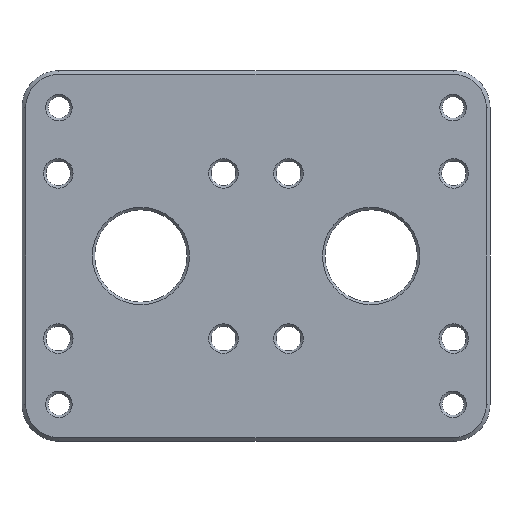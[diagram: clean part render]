
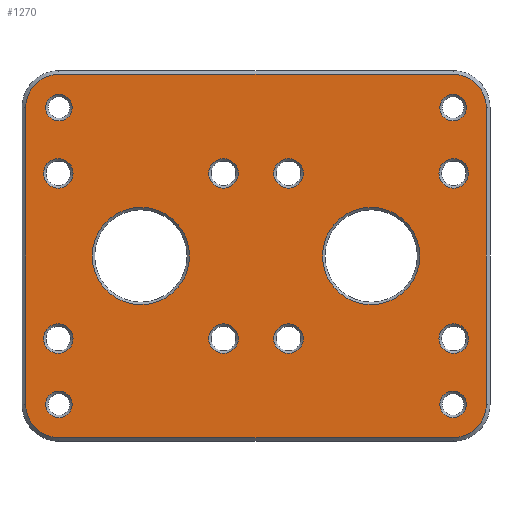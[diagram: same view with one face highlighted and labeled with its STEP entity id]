
A CAD part, front view. The second image highlights one B-rep face of the part: STEP entity #1270.
In plain terms, the highlighted planar face has unit normal (0, -1, 0).
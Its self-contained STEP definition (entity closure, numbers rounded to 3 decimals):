
#45=FACE_BOUND('',#177,.T.);
#46=FACE_BOUND('',#178,.T.);
#47=FACE_BOUND('',#179,.T.);
#48=FACE_BOUND('',#180,.T.);
#49=FACE_BOUND('',#181,.T.);
#50=FACE_BOUND('',#182,.T.);
#51=FACE_BOUND('',#183,.T.);
#52=FACE_BOUND('',#184,.T.);
#53=FACE_BOUND('',#185,.T.);
#54=FACE_BOUND('',#186,.T.);
#55=FACE_BOUND('',#187,.T.);
#56=FACE_BOUND('',#188,.T.);
#57=FACE_BOUND('',#189,.T.);
#58=FACE_BOUND('',#190,.T.);
#75=PLANE('',#1364);
#100=FACE_OUTER_BOUND('',#176,.T.);
#176=EDGE_LOOP('',(#876,#877,#878,#879,#880,#881,#882,#883));
#177=EDGE_LOOP('',(#884));
#178=EDGE_LOOP('',(#885));
#179=EDGE_LOOP('',(#886));
#180=EDGE_LOOP('',(#887));
#181=EDGE_LOOP('',(#888));
#182=EDGE_LOOP('',(#889));
#183=EDGE_LOOP('',(#890));
#184=EDGE_LOOP('',(#891));
#185=EDGE_LOOP('',(#892));
#186=EDGE_LOOP('',(#893));
#187=EDGE_LOOP('',(#894));
#188=EDGE_LOOP('',(#895));
#189=EDGE_LOOP('',(#896));
#190=EDGE_LOOP('',(#897));
#282=LINE('',#1958,#386);
#283=LINE('',#1962,#387);
#284=LINE('',#1966,#388);
#285=LINE('',#1970,#389);
#386=VECTOR('',#1534,10.);
#387=VECTOR('',#1537,10.);
#388=VECTOR('',#1540,10.);
#389=VECTOR('',#1543,10.);
#489=CIRCLE('',#1361,2.15);
#492=CIRCLE('',#1365,5.4);
#493=CIRCLE('',#1366,5.4);
#494=CIRCLE('',#1367,5.4);
#495=CIRCLE('',#1368,5.4);
#496=CIRCLE('',#1369,2.4);
#497=CIRCLE('',#1370,2.4);
#498=CIRCLE('',#1371,2.4);
#499=CIRCLE('',#1372,7.9);
#500=CIRCLE('',#1373,2.4);
#501=CIRCLE('',#1374,2.4);
#502=CIRCLE('',#1375,2.15);
#503=CIRCLE('',#1376,2.15);
#504=CIRCLE('',#1377,2.4);
#505=CIRCLE('',#1378,2.4);
#506=CIRCLE('',#1379,7.9);
#507=CIRCLE('',#1380,2.15);
#508=CIRCLE('',#1381,2.4);
#571=VERTEX_POINT('',#1948);
#574=VERTEX_POINT('',#1956);
#575=VERTEX_POINT('',#1957);
#576=VERTEX_POINT('',#1959);
#577=VERTEX_POINT('',#1961);
#578=VERTEX_POINT('',#1963);
#579=VERTEX_POINT('',#1965);
#580=VERTEX_POINT('',#1967);
#581=VERTEX_POINT('',#1969);
#582=VERTEX_POINT('',#1972);
#583=VERTEX_POINT('',#1974);
#584=VERTEX_POINT('',#1976);
#585=VERTEX_POINT('',#1978);
#586=VERTEX_POINT('',#1980);
#587=VERTEX_POINT('',#1982);
#588=VERTEX_POINT('',#1984);
#589=VERTEX_POINT('',#1986);
#590=VERTEX_POINT('',#1988);
#591=VERTEX_POINT('',#1990);
#592=VERTEX_POINT('',#1992);
#593=VERTEX_POINT('',#1994);
#594=VERTEX_POINT('',#1996);
#685=EDGE_CURVE('',#571,#571,#489,.T.);
#689=EDGE_CURVE('',#574,#575,#282,.T.);
#690=EDGE_CURVE('',#576,#574,#492,.T.);
#691=EDGE_CURVE('',#577,#576,#283,.T.);
#692=EDGE_CURVE('',#578,#577,#493,.T.);
#693=EDGE_CURVE('',#579,#578,#284,.T.);
#694=EDGE_CURVE('',#580,#579,#494,.T.);
#695=EDGE_CURVE('',#581,#580,#285,.T.);
#696=EDGE_CURVE('',#575,#581,#495,.T.);
#697=EDGE_CURVE('',#582,#582,#496,.T.);
#698=EDGE_CURVE('',#583,#583,#497,.T.);
#699=EDGE_CURVE('',#584,#584,#498,.T.);
#700=EDGE_CURVE('',#585,#585,#499,.T.);
#701=EDGE_CURVE('',#586,#586,#500,.T.);
#702=EDGE_CURVE('',#587,#587,#501,.T.);
#703=EDGE_CURVE('',#588,#588,#502,.T.);
#704=EDGE_CURVE('',#589,#589,#503,.T.);
#705=EDGE_CURVE('',#590,#590,#504,.T.);
#706=EDGE_CURVE('',#591,#591,#505,.T.);
#707=EDGE_CURVE('',#592,#592,#506,.T.);
#708=EDGE_CURVE('',#593,#593,#507,.T.);
#709=EDGE_CURVE('',#594,#594,#508,.T.);
#876=ORIENTED_EDGE('',*,*,#689,.F.);
#877=ORIENTED_EDGE('',*,*,#690,.F.);
#878=ORIENTED_EDGE('',*,*,#691,.F.);
#879=ORIENTED_EDGE('',*,*,#692,.F.);
#880=ORIENTED_EDGE('',*,*,#693,.F.);
#881=ORIENTED_EDGE('',*,*,#694,.F.);
#882=ORIENTED_EDGE('',*,*,#695,.F.);
#883=ORIENTED_EDGE('',*,*,#696,.F.);
#884=ORIENTED_EDGE('',*,*,#697,.F.);
#885=ORIENTED_EDGE('',*,*,#698,.F.);
#886=ORIENTED_EDGE('',*,*,#699,.F.);
#887=ORIENTED_EDGE('',*,*,#700,.F.);
#888=ORIENTED_EDGE('',*,*,#701,.F.);
#889=ORIENTED_EDGE('',*,*,#702,.F.);
#890=ORIENTED_EDGE('',*,*,#703,.F.);
#891=ORIENTED_EDGE('',*,*,#704,.F.);
#892=ORIENTED_EDGE('',*,*,#705,.F.);
#893=ORIENTED_EDGE('',*,*,#706,.F.);
#894=ORIENTED_EDGE('',*,*,#707,.F.);
#895=ORIENTED_EDGE('',*,*,#708,.F.);
#896=ORIENTED_EDGE('',*,*,#709,.F.);
#897=ORIENTED_EDGE('',*,*,#685,.F.);
#1270=ADVANCED_FACE('',(#100,#45,#46,#47,#48,#49,#50,#51,#52,#53,#54,#55,
#56,#57,#58),#75,.T.);
#1361=AXIS2_PLACEMENT_3D('',#1949,#1525,#1526);
#1364=AXIS2_PLACEMENT_3D('',#1955,#1532,#1533);
#1365=AXIS2_PLACEMENT_3D('',#1960,#1535,#1536);
#1366=AXIS2_PLACEMENT_3D('',#1964,#1538,#1539);
#1367=AXIS2_PLACEMENT_3D('',#1968,#1541,#1542);
#1368=AXIS2_PLACEMENT_3D('',#1971,#1544,#1545);
#1369=AXIS2_PLACEMENT_3D('',#1973,#1546,#1547);
#1370=AXIS2_PLACEMENT_3D('',#1975,#1548,#1549);
#1371=AXIS2_PLACEMENT_3D('',#1977,#1550,#1551);
#1372=AXIS2_PLACEMENT_3D('',#1979,#1552,#1553);
#1373=AXIS2_PLACEMENT_3D('',#1981,#1554,#1555);
#1374=AXIS2_PLACEMENT_3D('',#1983,#1556,#1557);
#1375=AXIS2_PLACEMENT_3D('',#1985,#1558,#1559);
#1376=AXIS2_PLACEMENT_3D('',#1987,#1560,#1561);
#1377=AXIS2_PLACEMENT_3D('',#1989,#1562,#1563);
#1378=AXIS2_PLACEMENT_3D('',#1991,#1564,#1565);
#1379=AXIS2_PLACEMENT_3D('',#1993,#1566,#1567);
#1380=AXIS2_PLACEMENT_3D('',#1995,#1568,#1569);
#1381=AXIS2_PLACEMENT_3D('',#1997,#1570,#1571);
#1525=DIRECTION('center_axis',(0.,-1.,0.));
#1526=DIRECTION('ref_axis',(-1.,0.,0.));
#1532=DIRECTION('center_axis',(0.,-1.,0.));
#1533=DIRECTION('ref_axis',(1.,0.,0.));
#1534=DIRECTION('',(1.,0.,0.));
#1535=DIRECTION('center_axis',(0.,1.,0.));
#1536=DIRECTION('ref_axis',(-0.707,0.,0.707));
#1537=DIRECTION('',(0.,0.,1.));
#1538=DIRECTION('center_axis',(0.,1.,0.));
#1539=DIRECTION('ref_axis',(-0.707,0.,-0.707));
#1540=DIRECTION('',(-1.,0.,0.));
#1541=DIRECTION('center_axis',(0.,1.,0.));
#1542=DIRECTION('ref_axis',(0.707,0.,-0.707));
#1543=DIRECTION('',(0.,0.,-1.));
#1544=DIRECTION('center_axis',(0.,1.,0.));
#1545=DIRECTION('ref_axis',(0.707,0.,0.707));
#1546=DIRECTION('center_axis',(0.,-1.,0.));
#1547=DIRECTION('ref_axis',(1.,0.,0.));
#1548=DIRECTION('center_axis',(0.,-1.,0.));
#1549=DIRECTION('ref_axis',(1.,0.,0.));
#1550=DIRECTION('center_axis',(0.,-1.,0.));
#1551=DIRECTION('ref_axis',(1.,0.,0.));
#1552=DIRECTION('center_axis',(0.,-1.,0.));
#1553=DIRECTION('ref_axis',(1.,0.,0.));
#1554=DIRECTION('center_axis',(0.,-1.,0.));
#1555=DIRECTION('ref_axis',(1.,0.,0.));
#1556=DIRECTION('center_axis',(0.,-1.,0.));
#1557=DIRECTION('ref_axis',(1.,0.,0.));
#1558=DIRECTION('center_axis',(0.,-1.,0.));
#1559=DIRECTION('ref_axis',(-1.,0.,0.));
#1560=DIRECTION('center_axis',(0.,-1.,0.));
#1561=DIRECTION('ref_axis',(-1.,0.,0.));
#1562=DIRECTION('center_axis',(0.,-1.,0.));
#1563=DIRECTION('ref_axis',(1.,0.,0.));
#1564=DIRECTION('center_axis',(0.,-1.,0.));
#1565=DIRECTION('ref_axis',(1.,0.,0.));
#1566=DIRECTION('center_axis',(0.,-1.,0.));
#1567=DIRECTION('ref_axis',(1.,0.,0.));
#1568=DIRECTION('center_axis',(0.,-1.,0.));
#1569=DIRECTION('ref_axis',(-1.,0.,0.));
#1570=DIRECTION('center_axis',(0.,-1.,0.));
#1571=DIRECTION('ref_axis',(1.,0.,0.));
#1948=CARTESIAN_POINT('',(52.85,-5.2,-24.1));
#1949=CARTESIAN_POINT('Origin',(50.7,-5.2,-24.1));
#1955=CARTESIAN_POINT('Origin',(18.7,-5.2,0.));
#1956=CARTESIAN_POINT('',(-13.3,-5.2,29.5));
#1957=CARTESIAN_POINT('',(50.7,-5.2,29.5));
#1958=CARTESIAN_POINT('',(-0.3,-5.2,29.5));
#1959=CARTESIAN_POINT('',(-18.7,-5.2,24.1));
#1960=CARTESIAN_POINT('Origin',(-13.3,-5.2,24.1));
#1961=CARTESIAN_POINT('',(-18.7,-5.2,-24.1));
#1962=CARTESIAN_POINT('',(-18.7,-5.2,-15.05));
#1963=CARTESIAN_POINT('',(-13.3,-5.2,-29.5));
#1964=CARTESIAN_POINT('Origin',(-13.3,-5.2,-24.1));
#1965=CARTESIAN_POINT('',(50.7,-5.2,-29.5));
#1966=CARTESIAN_POINT('',(37.7,-5.2,-29.5));
#1967=CARTESIAN_POINT('',(56.1,-5.2,-24.1));
#1968=CARTESIAN_POINT('Origin',(50.7,-5.2,-24.1));
#1969=CARTESIAN_POINT('',(56.1,-5.2,24.1));
#1970=CARTESIAN_POINT('',(56.1,-5.2,15.05));
#1971=CARTESIAN_POINT('Origin',(50.7,-5.2,24.1));
#1972=CARTESIAN_POINT('',(48.417,-5.2,-13.417));
#1973=CARTESIAN_POINT('Origin',(50.817,-5.2,-13.417));
#1974=CARTESIAN_POINT('',(11.017,-5.2,-13.417));
#1975=CARTESIAN_POINT('Origin',(13.417,-5.2,-13.417));
#1976=CARTESIAN_POINT('',(-15.817,-5.2,-13.417));
#1977=CARTESIAN_POINT('Origin',(-13.417,-5.2,-13.417));
#1978=CARTESIAN_POINT('',(-7.9,-5.2,0.));
#1979=CARTESIAN_POINT('Origin',(0.,-5.2,0.));
#1980=CARTESIAN_POINT('',(21.583,-5.2,13.417));
#1981=CARTESIAN_POINT('Origin',(23.983,-5.2,13.417));
#1982=CARTESIAN_POINT('',(-15.817,-5.2,13.417));
#1983=CARTESIAN_POINT('Origin',(-13.417,-5.2,13.417));
#1984=CARTESIAN_POINT('',(-11.15,-5.2,24.1));
#1985=CARTESIAN_POINT('Origin',(-13.3,-5.2,24.1));
#1986=CARTESIAN_POINT('',(52.85,-5.2,24.1));
#1987=CARTESIAN_POINT('Origin',(50.7,-5.2,24.1));
#1988=CARTESIAN_POINT('',(11.017,-5.2,13.417));
#1989=CARTESIAN_POINT('Origin',(13.417,-5.2,13.417));
#1990=CARTESIAN_POINT('',(48.417,-5.2,13.417));
#1991=CARTESIAN_POINT('Origin',(50.817,-5.2,13.417));
#1992=CARTESIAN_POINT('',(29.5,-5.2,0.));
#1993=CARTESIAN_POINT('Origin',(37.4,-5.2,0.));
#1994=CARTESIAN_POINT('',(-11.15,-5.2,-24.1));
#1995=CARTESIAN_POINT('Origin',(-13.3,-5.2,-24.1));
#1996=CARTESIAN_POINT('',(21.583,-5.2,-13.417));
#1997=CARTESIAN_POINT('Origin',(23.983,-5.2,-13.417));
